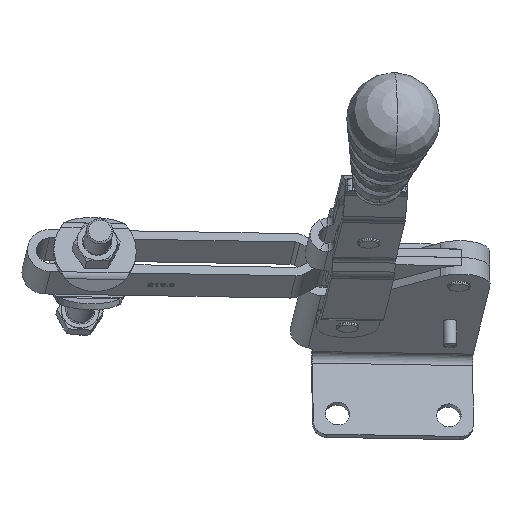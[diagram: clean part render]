
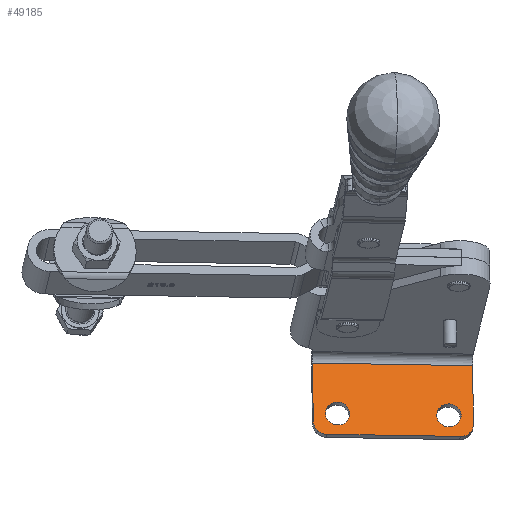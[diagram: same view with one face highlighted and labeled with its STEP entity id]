
A CAD part, top view. The second image highlights one B-rep face of the part: STEP entity #49185.
In plain terms, the highlighted planar face has unit normal (0.088, 0.354, 0.931).
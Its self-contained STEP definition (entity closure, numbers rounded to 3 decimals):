
#2157=CARTESIAN_POINT('',(0.577,-35.397,13.424));
#2158=VERTEX_POINT('',#2157);
#2167=CARTESIAN_POINT('',(-3.621,-36.971,14.418));
#2168=VERTEX_POINT('',#2167);
#2169=CARTESIAN_POINT('',(-3.715,-31.361,12.291));
#2170=DIRECTION('',(-0.088,-0.354,-0.931));
#2171=DIRECTION('',(0.715,-0.673,0.189));
#2172=AXIS2_PLACEMENT_3D('',#2169,#2170,#2171);
#2173=CIRCLE('',#2172,6.);
#2174=EDGE_CURVE('',#2158,#2168,#2173,.T.);
#2199=CARTESIAN_POINT('',(-67.636,-34.273,19.418));
#2200=VERTEX_POINT('',#2199);
#2209=CARTESIAN_POINT('',(-69.453,-30.278,18.067));
#2210=VERTEX_POINT('',#2209);
#2211=CARTESIAN_POINT('',(-63.477,-30.376,17.542));
#2212=DIRECTION('',(-0.088,-0.354,-0.931));
#2213=DIRECTION('',(-0.693,-0.649,0.313));
#2214=AXIS2_PLACEMENT_3D('',#2211,#2212,#2213);
#2215=CIRCLE('',#2214,6.0);
#2216=EDGE_CURVE('',#2200,#2210,#2215,.T.);
#2513=CARTESIAN_POINT('',(-54.625,-30.419,16.725));
#2514=VERTEX_POINT('',#2513);
#2523=CARTESIAN_POINT('',(-58.646,-21.577,13.737));
#2524=VERTEX_POINT('',#2523);
#2525=CARTESIAN_POINT('',(-58.56,-26.719,15.687));
#2526=DIRECTION('',(0.088,0.354,0.931));
#2527=DIRECTION('',(-0.715,0.673,-0.189));
#2528=AXIS2_PLACEMENT_3D('',#2525,#2526,#2527);
#2529=CIRCLE('',#2528,5.5);
#2530=EDGE_CURVE('',#2514,#2524,#2529,.T.);
#2532=CARTESIAN_POINT('',(-62.495,-23.019,14.648));
#2533=VERTEX_POINT('',#2532);
#2534=CARTESIAN_POINT('',(-58.56,-26.719,15.687));
#2535=DIRECTION('',(0.088,0.354,0.931));
#2536=DIRECTION('',(-0.715,0.673,-0.189));
#2537=AXIS2_PLACEMENT_3D('',#2534,#2535,#2536);
#2538=CIRCLE('',#2537,5.5);
#2539=EDGE_CURVE('',#2524,#2533,#2538,.T.);
#2573=CARTESIAN_POINT('',(-4.824,-31.239,12.349));
#2574=VERTEX_POINT('',#2573);
#2583=CARTESIAN_POINT('',(-8.845,-22.397,9.361));
#2584=VERTEX_POINT('',#2583);
#2585=CARTESIAN_POINT('',(-8.758,-27.54,11.311));
#2586=DIRECTION('',(0.088,0.354,0.931));
#2587=DIRECTION('',(-0.715,0.673,-0.189));
#2588=AXIS2_PLACEMENT_3D('',#2585,#2586,#2587);
#2589=CIRCLE('',#2588,5.5);
#2590=EDGE_CURVE('',#2574,#2584,#2589,.T.);
#2592=CARTESIAN_POINT('',(-12.693,-23.84,10.272));
#2593=VERTEX_POINT('',#2592);
#2594=CARTESIAN_POINT('',(-8.758,-27.54,11.311));
#2595=DIRECTION('',(0.088,0.354,0.931));
#2596=DIRECTION('',(-0.715,0.673,-0.189));
#2597=AXIS2_PLACEMENT_3D('',#2594,#2595,#2596);
#2598=CIRCLE('',#2597,5.5);
#2599=EDGE_CURVE('',#2584,#2593,#2598,.T.);
#48734=CARTESIAN_POINT('',(-8.758,-27.54,11.311));
#48735=DIRECTION('',(0.088,0.354,0.931));
#48736=DIRECTION('',(-0.715,0.673,-0.189));
#48737=AXIS2_PLACEMENT_3D('',#48734,#48735,#48736);
#48738=CIRCLE('',#48737,5.5);
#48739=EDGE_CURVE('',#2593,#2574,#48738,.T.);
#48758=CARTESIAN_POINT('',(-58.56,-26.719,15.687));
#48759=DIRECTION('',(0.088,0.354,0.931));
#48760=DIRECTION('',(-0.715,0.673,-0.189));
#48761=AXIS2_PLACEMENT_3D('',#48758,#48759,#48760);
#48762=CIRCLE('',#48761,5.5);
#48763=EDGE_CURVE('',#2533,#2514,#48762,.T.);
#49070=CARTESIAN_POINT('',(-63.382,-35.986,19.669));
#49071=VERTEX_POINT('',#49070);
#49078=CARTESIAN_POINT('',(-63.477,-30.376,17.542));
#49079=DIRECTION('',(-0.088,-0.354,-0.931));
#49080=DIRECTION('',(-0.693,-0.649,0.313));
#49081=AXIS2_PLACEMENT_3D('',#49078,#49079,#49080);
#49082=CIRCLE('',#49081,6.0);
#49083=EDGE_CURVE('',#49071,#2200,#49082,.T.);
#49094=CARTESIAN_POINT('',(-69.894,-4.1,8.141));
#49095=VERTEX_POINT('',#49094);
#49096=CARTESIAN_POINT('',(-69.894,-4.1,8.141));
#49097=DIRECTION('',(0.016,-0.935,0.355));
#49098=VECTOR('',#49097,28.);
#49099=LINE('',#49096,#49098);
#49100=EDGE_CURVE('',#49095,#2210,#49099,.T.);
#49135=CARTESIAN_POINT('',(-33.801,-18.715,10.308));
#49136=DIRECTION('',(0.088,0.354,0.931));
#49137=DIRECTION('',(0.996,-0.016,-0.088));
#49138=AXIS2_PLACEMENT_3D('',#49135,#49136,#49137);
#49139=PLANE('',#49138);
#49140=ORIENTED_EDGE('',*,*,#49083,.F.);
#49141=CARTESIAN_POINT('',(-63.382,-35.986,19.669));
#49142=DIRECTION('',(0.996,-0.016,-0.088));
#49143=VECTOR('',#49142,60.);
#49144=LINE('',#49141,#49143);
#49145=EDGE_CURVE('',#49071,#2168,#49144,.T.);
#49146=ORIENTED_EDGE('',*,*,#49145,.T.);
#49147=ORIENTED_EDGE('',*,*,#2174,.F.);
#49148=CARTESIAN_POINT('',(2.261,-31.46,11.766));
#49149=VERTEX_POINT('',#49148);
#49150=CARTESIAN_POINT('',(-3.715,-31.361,12.291));
#49151=DIRECTION('',(-0.088,-0.354,-0.931));
#49152=DIRECTION('',(0.715,-0.673,0.189));
#49153=AXIS2_PLACEMENT_3D('',#49150,#49151,#49152);
#49154=CIRCLE('',#49153,6.);
#49155=EDGE_CURVE('',#49149,#2158,#49154,.T.);
#49156=ORIENTED_EDGE('',*,*,#49155,.F.);
#49157=CARTESIAN_POINT('',(1.82,-5.282,1.84));
#49158=VERTEX_POINT('',#49157);
#49159=CARTESIAN_POINT('',(2.261,-31.46,11.766));
#49160=DIRECTION('',(-0.016,0.935,-0.355));
#49161=VECTOR('',#49160,28.0);
#49162=LINE('',#49159,#49161);
#49163=EDGE_CURVE('',#49149,#49158,#49162,.T.);
#49164=ORIENTED_EDGE('',*,*,#49163,.T.);
#49165=CARTESIAN_POINT('',(1.82,-5.282,1.84));
#49166=DIRECTION('',(-0.996,0.016,0.088));
#49167=VECTOR('',#49166,72.0);
#49168=LINE('',#49165,#49167);
#49169=EDGE_CURVE('',#49158,#49095,#49168,.T.);
#49170=ORIENTED_EDGE('',*,*,#49169,.T.);
#49171=ORIENTED_EDGE('',*,*,#49100,.T.);
#49172=ORIENTED_EDGE('',*,*,#2216,.F.);
#49173=EDGE_LOOP('',(#49140,#49146,#49147,#49156,#49164,#49170,#49171,#49172));
#49174=FACE_OUTER_BOUND('',#49173,.T.);
#49175=ORIENTED_EDGE('',*,*,#2599,.F.);
#49176=ORIENTED_EDGE('',*,*,#2590,.F.);
#49177=ORIENTED_EDGE('',*,*,#48739,.F.);
#49178=EDGE_LOOP('',(#49175,#49176,#49177));
#49179=FACE_BOUND('',#49178,.T.);
#49180=ORIENTED_EDGE('',*,*,#2539,.F.);
#49181=ORIENTED_EDGE('',*,*,#2530,.F.);
#49182=ORIENTED_EDGE('',*,*,#48763,.F.);
#49183=EDGE_LOOP('',(#49180,#49181,#49182));
#49184=FACE_BOUND('',#49183,.T.);
#49185=ADVANCED_FACE('',(#49174,#49179,#49184),#49139,.T.);
